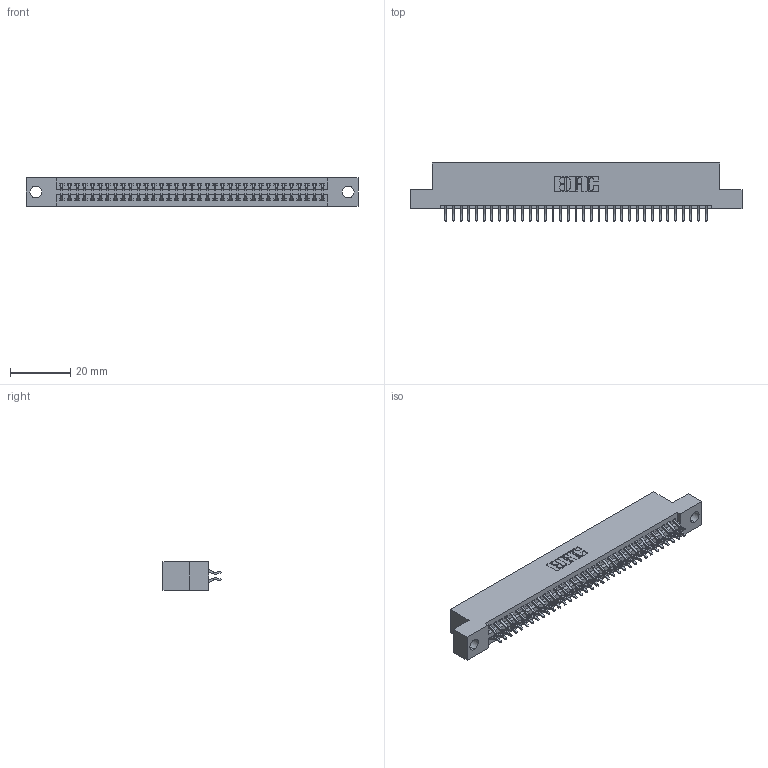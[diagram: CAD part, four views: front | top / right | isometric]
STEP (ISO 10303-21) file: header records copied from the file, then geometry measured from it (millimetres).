
FILE_DESCRIPTION (( 'STEP AP203' ), '1' );
FILE_NAME ('345-070-556-204.STEP', '2021-05-20T08:29:08', ( '' ), ( '' ), 'SwSTEP 2.0', 'SolidWorks 2020', '' );
FILE_SCHEMA (( 'CONFIG_CONTROL_DESIGN' ));
Length unit declared in the file: inch
Products named in the file (3): 345-070-556-204; 345-292-001_556 Tail; 345 Part_Flush Mounting Lugs - 0.156 Dia-TI
Assembly tree (71 placements, depth 2):
  345-070-556-204
    345 Part_Flush Mounting Lugs - 0.156 Dia-TI
    345-292-001_556 Tail  x70
Bounding box: 110.11 x 19.24 x 9.4 mm (x, y, z)
Volume: 10522.4 mm3; surface area: 15208.6 mm2
Topology: 71 solids, 71 shells, 4060 faces, 12067 edges, 7950 vertices
Faces by surface type: plane 2684, cylinder 1376
Entity records: 29043 total; most frequent: CARTESIAN_POINT 4894, ORIENTED_EDGE 4814, DIRECTION 4311, EDGE_CURVE 2407, LINE 2127, VECTOR 2127, VERTEX_POINT 1602, AXIS2_PLACEMENT_3D 1092
